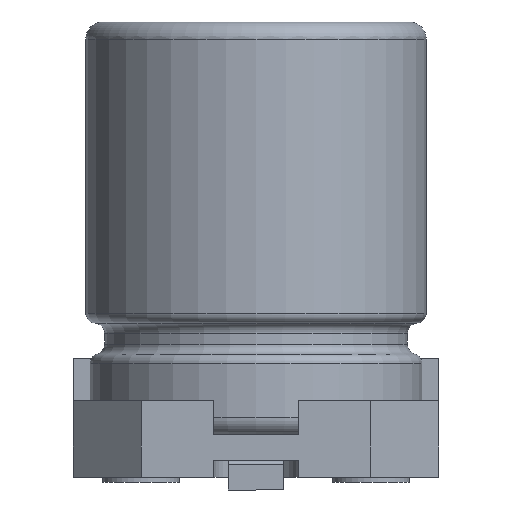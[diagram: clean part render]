
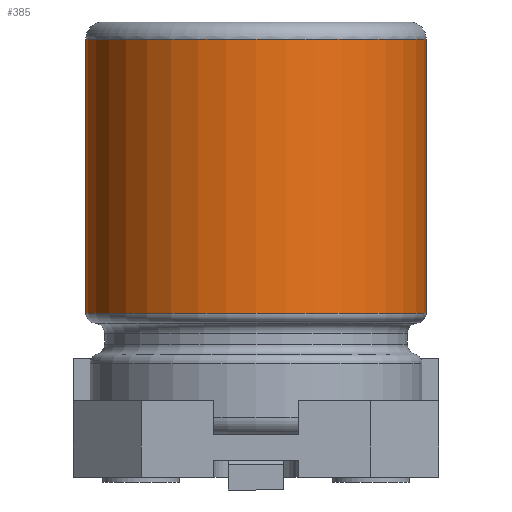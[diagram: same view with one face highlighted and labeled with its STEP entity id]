
A CAD part, front view. The second image highlights one B-rep face of the part: STEP entity #385.
In plain terms, the highlighted cylindrical face has radius 2 mm (diameter 4 mm), a full revolution.
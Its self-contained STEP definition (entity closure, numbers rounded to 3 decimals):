
#385 = ADVANCED_FACE( '', ( #927, #928 ), #929, .T. );
#927 = FACE_OUTER_BOUND( '', #1661, .T. );
#928 = FACE_OUTER_BOUND( '', #1662, .T. );
#929 = CYLINDRICAL_SURFACE( '', #1663, 2. );
#1661 = EDGE_LOOP( '', ( #2661 ) );
#1662 = EDGE_LOOP( '', ( #2662 ) );
#1663 = AXIS2_PLACEMENT_3D( '', #2663, #2664, #2665 );
#2661 = ORIENTED_EDGE( '', *, *, #4693, .T. );
#2662 = ORIENTED_EDGE( '', *, *, #4694, .T. );
#2663 = CARTESIAN_POINT( '', ( 0., 0., 9.9 ) );
#2664 = DIRECTION( '', ( 0., 0., -1. ) );
#2665 = DIRECTION( '', ( 1., 0., 0. ) );
#4693 = EDGE_CURVE( '', #5635, #5635, #5636, .T. );
#4694 = EDGE_CURVE( '', #5637, #5637, #5638, .T. );
#5635 = VERTEX_POINT( '', #7003 );
#5636 = CIRCLE( '', #7004, 2. );
#5637 = VERTEX_POINT( '', #7005 );
#5638 = CIRCLE( '', #7006, 2. );
#7003 = CARTESIAN_POINT( '', ( -2., 0., 4.65 ) );
#7004 = AXIS2_PLACEMENT_3D( '', #8778, #8779, #8780 );
#7005 = CARTESIAN_POINT( '', ( 2., 0., 1.43 ) );
#7006 = AXIS2_PLACEMENT_3D( '', #8781, #8782, #8783 );
#8778 = CARTESIAN_POINT( '', ( 0., 0., 4.65 ) );
#8779 = DIRECTION( '', ( 0., 0., -1. ) );
#8780 = DIRECTION( '', ( -1., 0., 0. ) );
#8781 = CARTESIAN_POINT( '', ( 0., 0., 1.43 ) );
#8782 = DIRECTION( '', ( 0., 0., 1. ) );
#8783 = DIRECTION( '', ( 1., 0., 0. ) );
